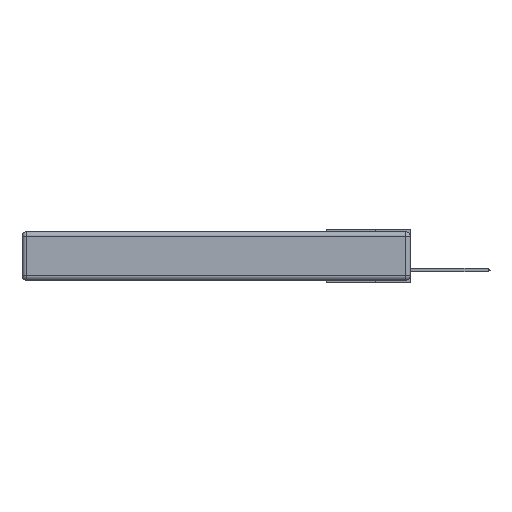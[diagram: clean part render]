
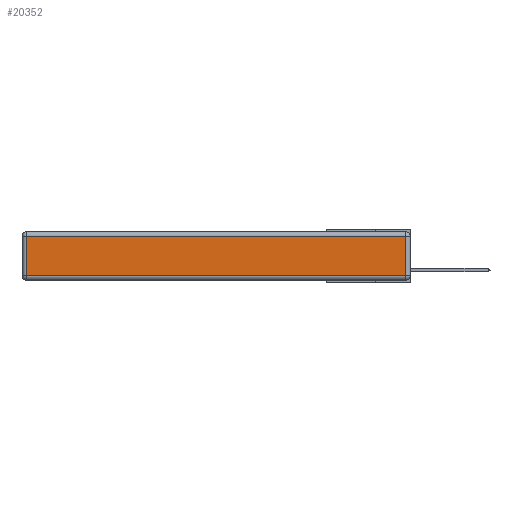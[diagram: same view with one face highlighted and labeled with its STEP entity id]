
A CAD part, left-side view. The second image highlights one B-rep face of the part: STEP entity #20352.
In plain terms, the highlighted planar face has unit normal (-1, 0, 0).
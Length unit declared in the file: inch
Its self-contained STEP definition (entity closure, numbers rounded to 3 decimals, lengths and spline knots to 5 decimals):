
#16 = ORIENTED_EDGE ( 'NONE', *, *, #19690, .T. ) ;
#682 = CARTESIAN_POINT ( 'NONE',  ( 0., 0., -0.343 ) ) ;
#761 = DIRECTION ( 'NONE',  ( -1., 0., 0. ) ) ;
#2042 = VECTOR ( 'NONE', #6179, 39.37008 ) ;
#3055 = CARTESIAN_POINT ( 'NONE',  ( 0., 0.03, -0.03 ) ) ;
#3516 = VECTOR ( 'NONE', #10261, 39.37008 ) ;
#3679 = CARTESIAN_POINT ( 'NONE',  ( 0., 0.03, -0.343 ) ) ;
#3935 = CARTESIAN_POINT ( 'NONE',  ( 0., 0., -0.313 ) ) ;
#4331 = ORIENTED_EDGE ( 'NONE', *, *, #6410, .T. ) ;
#6179 = DIRECTION ( 'NONE',  ( 0., -1., 0. ) ) ;
#6410 = EDGE_CURVE ( 'NONE', #10324, #20351, #22822, .T. ) ;
#7710 = VERTEX_POINT ( 'NONE', #15813 ) ;
#8088 = EDGE_CURVE ( 'NONE', #14425, #10324, #13322, .T. ) ;
#8423 = CARTESIAN_POINT ( 'NONE',  ( 0., 2.72, -0.343 ) ) ;
#8490 = VECTOR ( 'NONE', #10172, 39.37008 ) ;
#9264 = LINE ( 'NONE', #3679, #11528 ) ;
#10172 = DIRECTION ( 'NONE',  ( 0., 1., 0. ) ) ;
#10261 = DIRECTION ( 'NONE',  ( 0., 0., -1. ) ) ;
#10324 = VERTEX_POINT ( 'NONE', #11180 ) ;
#11180 = CARTESIAN_POINT ( 'NONE',  ( 0., 2.72, -0.03 ) ) ;
#11393 = DIRECTION ( 'NONE',  ( 0., 0., 1. ) ) ;
#11472 = CARTESIAN_POINT ( 'NONE',  ( 0., 2.72, -0.313 ) ) ;
#11528 = VECTOR ( 'NONE', #18356, 39.37008 ) ;
#11659 = LINE ( 'NONE', #3935, #2042 ) ;
#12377 = FACE_OUTER_BOUND ( 'NONE', #13265, .T. ) ;
#13265 = EDGE_LOOP ( 'NONE', ( #17597, #16, #14306, #4331 ) ) ;
#13322 = LINE ( 'NONE', #23205, #8490 ) ;
#14306 = ORIENTED_EDGE ( 'NONE', *, *, #8088, .T. ) ;
#14418 = AXIS2_PLACEMENT_3D ( 'NONE', #682, #761, #11393 ) ;
#14425 = VERTEX_POINT ( 'NONE', #3055 ) ;
#15813 = CARTESIAN_POINT ( 'NONE',  ( 0., 0.03, -0.313 ) ) ;
#17280 = EDGE_CURVE ( 'NONE', #20351, #7710, #11659, .T. ) ;
#17597 = ORIENTED_EDGE ( 'NONE', *, *, #17280, .T. ) ;
#18356 = DIRECTION ( 'NONE',  ( 0., 0., 1. ) ) ;
#18766 = PLANE ( 'NONE',  #14418 ) ;
#19690 = EDGE_CURVE ( 'NONE', #7710, #14425, #9264, .T. ) ;
#20351 = VERTEX_POINT ( 'NONE', #11472 ) ;
#20352 = ADVANCED_FACE ( 'NONE', ( #12377 ), #18766, .T. ) ;
#22822 = LINE ( 'NONE', #8423, #3516 ) ;
#23205 = CARTESIAN_POINT ( 'NONE',  ( 0., 2.75, -0.03 ) ) ;
